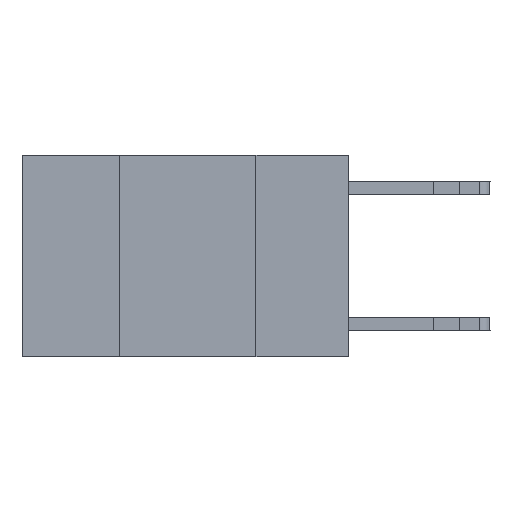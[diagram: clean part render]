
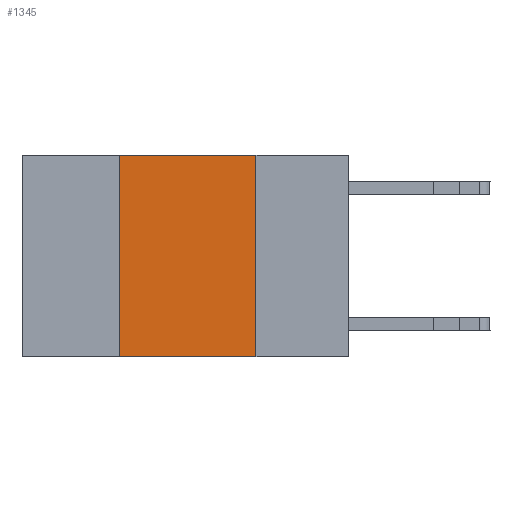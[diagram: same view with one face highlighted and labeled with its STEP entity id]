
A CAD part, left-side view. The second image highlights one B-rep face of the part: STEP entity #1345.
In plain terms, the highlighted planar face has unit normal (-1, 0, 0).
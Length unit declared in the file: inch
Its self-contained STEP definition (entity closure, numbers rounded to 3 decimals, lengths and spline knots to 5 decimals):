
#1171 = ORIENTED_EDGE ( 'NONE', *, *, #2862, .T. ) ;
#1345 = ADVANCED_FACE ( 'NONE', ( #5922 ), #7998, .F. ) ;
#1522 = EDGE_LOOP ( 'NONE', ( #4076, #17180, #4867, #1171 ) ) ;
#1971 = LINE ( 'NONE', #14217, #8559 ) ;
#2862 = EDGE_CURVE ( 'NONE', #21090, #18555, #14794, .T. ) ;
#4076 = ORIENTED_EDGE ( 'NONE', *, *, #5778, .F. ) ;
#4867 = ORIENTED_EDGE ( 'NONE', *, *, #24356, .F. ) ;
#5402 = VECTOR ( 'NONE', #23889, 39.37008 ) ;
#5778 = EDGE_CURVE ( 'NONE', #18484, #18555, #7659, .T. ) ;
#5820 = DIRECTION ( 'NONE',  ( 0., -1., 0. ) ) ;
#5922 = FACE_OUTER_BOUND ( 'NONE', #1522, .T. ) ;
#5953 = VERTEX_POINT ( 'NONE', #6708 ) ;
#6708 = CARTESIAN_POINT ( 'NONE',  ( 0., 0.42, 0. ) ) ;
#7099 = EDGE_CURVE ( 'NONE', #5953, #18484, #1971, .T. ) ;
#7659 = LINE ( 'NONE', #15546, #16263 ) ;
#7865 = DIRECTION ( 'NONE',  ( 0., 0., -1. ) ) ;
#7998 = PLANE ( 'NONE',  #20684 ) ;
#8104 = CARTESIAN_POINT ( 'NONE',  ( 0., 0.17, 0. ) ) ;
#8419 = VECTOR ( 'NONE', #12836, 39.37008 ) ;
#8559 = VECTOR ( 'NONE', #5820, 39.37008 ) ;
#12132 = CARTESIAN_POINT ( 'NONE',  ( 0., 0.42, 0. ) ) ;
#12836 = DIRECTION ( 'NONE',  ( 0., -1., 0. ) ) ;
#14217 = CARTESIAN_POINT ( 'NONE',  ( 0., 0.6, 0. ) ) ;
#14794 = LINE ( 'NONE', #20431, #8419 ) ;
#15546 = CARTESIAN_POINT ( 'NONE',  ( 0., 0.17, 0. ) ) ;
#15746 = CARTESIAN_POINT ( 'NONE',  ( 0., 0.6, 0. ) ) ;
#15848 = CARTESIAN_POINT ( 'NONE',  ( 0., 0.17, -0.37 ) ) ;
#16263 = VECTOR ( 'NONE', #21384, 39.37008 ) ;
#17180 = ORIENTED_EDGE ( 'NONE', *, *, #7099, .F. ) ;
#17762 = DIRECTION ( 'NONE',  ( 1., 0., 0. ) ) ;
#18169 = LINE ( 'NONE', #12132, #5402 ) ;
#18484 = VERTEX_POINT ( 'NONE', #8104 ) ;
#18555 = VERTEX_POINT ( 'NONE', #15848 ) ;
#20431 = CARTESIAN_POINT ( 'NONE',  ( 0., 0.6, -0.37 ) ) ;
#20684 = AXIS2_PLACEMENT_3D ( 'NONE', #15746, #17762, #7865 ) ;
#21090 = VERTEX_POINT ( 'NONE', #21886 ) ;
#21384 = DIRECTION ( 'NONE',  ( 0., 0., -1. ) ) ;
#21886 = CARTESIAN_POINT ( 'NONE',  ( 0., 0.42, -0.37 ) ) ;
#23889 = DIRECTION ( 'NONE',  ( 0., 0., 1. ) ) ;
#24356 = EDGE_CURVE ( 'NONE', #21090, #5953, #18169, .T. ) ;
